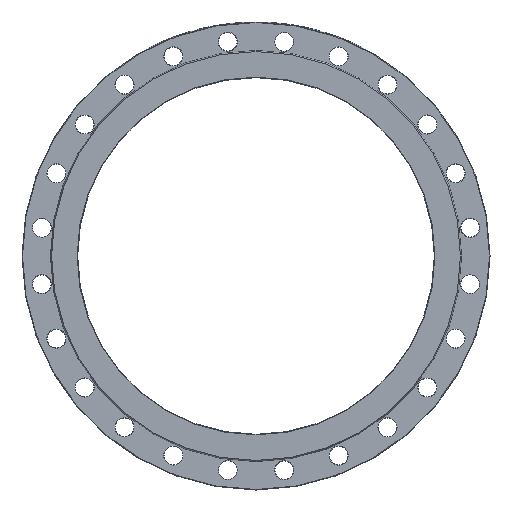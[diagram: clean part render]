
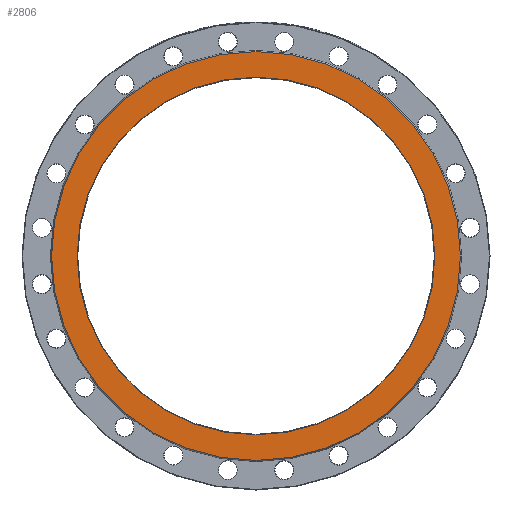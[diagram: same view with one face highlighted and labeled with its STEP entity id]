
A CAD part, left-side view. The second image highlights one B-rep face of the part: STEP entity #2806.
In plain terms, the highlighted planar face has unit normal (-1, 0, 0).
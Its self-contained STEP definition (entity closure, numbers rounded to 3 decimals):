
#581 = AXIS2_PLACEMENT_3D ( 'NONE', #6853, #10176, #1556 ) ;
#957 = EDGE_LOOP ( 'NONE', ( #7462 ) ) ;
#1362 = DIRECTION ( 'NONE',  ( -1., 0., 0. ) ) ;
#1556 = DIRECTION ( 'NONE',  ( 0., 0., -1. ) ) ;
#1710 = CARTESIAN_POINT ( 'NONE',  ( 0., 346.8, 0. ) ) ;
#1755 = EDGE_CURVE ( 'NONE', #6912, #6912, #10381, .T. ) ;
#2716 = CARTESIAN_POINT ( 'NONE',  ( 0., 0., -347.8 ) ) ;
#2806 = ADVANCED_FACE ( 'NONE', ( #5865, #5018 ), #9321, .F. ) ;
#3852 = ORIENTED_EDGE ( 'NONE', *, *, #1755, .T. ) ;
#4211 = CIRCLE ( 'NONE', #7125, 397.5 ) ;
#4279 = DIRECTION ( 'NONE',  ( 0., 0., -1. ) ) ;
#4389 = CARTESIAN_POINT ( 'NONE',  ( 0., 0., 397.5 ) ) ;
#4842 = CARTESIAN_POINT ( 'NONE',  ( 0., 0., 0. ) ) ;
#5018 = FACE_OUTER_BOUND ( 'NONE', #957, .T. ) ;
#5865 = FACE_BOUND ( 'NONE', #9008, .T. ) ;
#6545 = DIRECTION ( 'NONE',  ( 0., 0., 1. ) ) ;
#6853 = CARTESIAN_POINT ( 'NONE',  ( 0., 0., 0. ) ) ;
#6912 = VERTEX_POINT ( 'NONE', #2716 ) ;
#7125 = AXIS2_PLACEMENT_3D ( 'NONE', #4842, #1362, #6545 ) ;
#7462 = ORIENTED_EDGE ( 'NONE', *, *, #9712, .T. ) ;
#8434 = AXIS2_PLACEMENT_3D ( 'NONE', #1710, #10227, #4279 ) ;
#8609 = VERTEX_POINT ( 'NONE', #4389 ) ;
#9008 = EDGE_LOOP ( 'NONE', ( #3852 ) ) ;
#9321 = PLANE ( 'NONE',  #8434 ) ;
#9712 = EDGE_CURVE ( 'NONE', #8609, #8609, #4211, .T. ) ;
#10176 = DIRECTION ( 'NONE',  ( 1., 0., 0. ) ) ;
#10227 = DIRECTION ( 'NONE',  ( 1., 0., 0. ) ) ;
#10381 = CIRCLE ( 'NONE', #581, 347.8 ) ;
